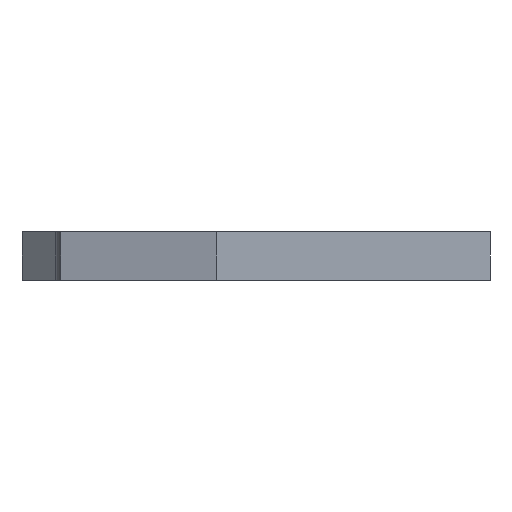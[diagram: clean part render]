
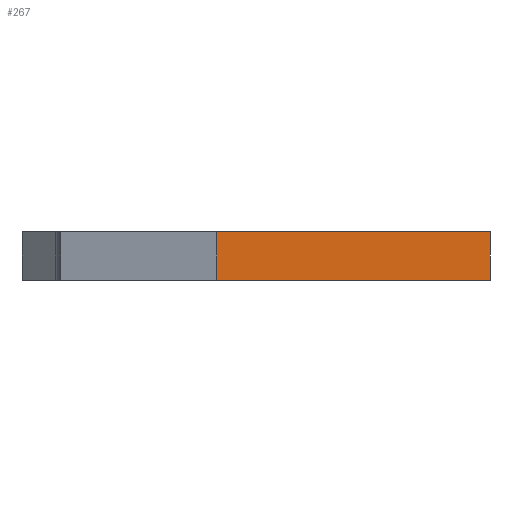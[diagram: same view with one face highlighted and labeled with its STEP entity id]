
A CAD part, left-side view. The second image highlights one B-rep face of the part: STEP entity #267.
In plain terms, the highlighted planar face has unit normal (-1, 0, 0).
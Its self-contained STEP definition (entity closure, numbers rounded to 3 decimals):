
#20 = CARTESIAN_POINT ( 'NONE',  ( -55., 4., 5. ) ) ;
#23 = PLANE ( 'NONE',  #186 ) ;
#50 = DIRECTION ( 'NONE',  ( 0., 0., -1. ) ) ;
#113 = LINE ( 'NONE', #20, #261 ) ;
#114 = VECTOR ( 'NONE', #569, 1000. ) ;
#130 = VECTOR ( 'NONE', #50, 1000. ) ;
#133 = CARTESIAN_POINT ( 'NONE',  ( -55., -24., 5. ) ) ;
#176 = DIRECTION ( 'NONE',  ( 0., 0., -1. ) ) ;
#180 = EDGE_CURVE ( 'NONE', #801, #1109, #438, .T. ) ;
#186 = AXIS2_PLACEMENT_3D ( 'NONE', #391, #919, #212 ) ;
#192 = LINE ( 'NONE', #1084, #114 ) ;
#212 = DIRECTION ( 'NONE',  ( 0., 0., -1. ) ) ;
#261 = VECTOR ( 'NONE', #176, 1000. ) ;
#264 = ORIENTED_EDGE ( 'NONE', *, *, #403, .F. ) ;
#267 = ADVANCED_FACE ( 'NONE', ( #483 ), #23, .F. ) ;
#327 = LINE ( 'NONE', #696, #130 ) ;
#345 = ORIENTED_EDGE ( 'NONE', *, *, #180, .T. ) ;
#391 = CARTESIAN_POINT ( 'NONE',  ( -55., 4., 5. ) ) ;
#403 = EDGE_CURVE ( 'NONE', #472, #1109, #327, .T. ) ;
#438 = LINE ( 'NONE', #980, #1037 ) ;
#472 = VERTEX_POINT ( 'NONE', #133 ) ;
#483 = FACE_OUTER_BOUND ( 'NONE', #998, .T. ) ;
#569 = DIRECTION ( 'NONE',  ( 0., -1., 0. ) ) ;
#649 = CARTESIAN_POINT ( 'NONE',  ( -55., 4., 5. ) ) ;
#653 = VERTEX_POINT ( 'NONE', #649 ) ;
#665 = ORIENTED_EDGE ( 'NONE', *, *, #1143, .T. ) ;
#696 = CARTESIAN_POINT ( 'NONE',  ( -55., -24., 5. ) ) ;
#736 = ORIENTED_EDGE ( 'NONE', *, *, #737, .F. ) ;
#737 = EDGE_CURVE ( 'NONE', #653, #472, #192, .T. ) ;
#801 = VERTEX_POINT ( 'NONE', #936 ) ;
#919 = DIRECTION ( 'NONE',  ( 1., 0., 0. ) ) ;
#936 = CARTESIAN_POINT ( 'NONE',  ( -55., 4., 0. ) ) ;
#980 = CARTESIAN_POINT ( 'NONE',  ( -55., 4., 0. ) ) ;
#994 = CARTESIAN_POINT ( 'NONE',  ( -55., -24., 0. ) ) ;
#998 = EDGE_LOOP ( 'NONE', ( #345, #264, #736, #665 ) ) ;
#1037 = VECTOR ( 'NONE', #1072, 1000. ) ;
#1072 = DIRECTION ( 'NONE',  ( 0., -1., 0. ) ) ;
#1084 = CARTESIAN_POINT ( 'NONE',  ( -55., 4., 5. ) ) ;
#1109 = VERTEX_POINT ( 'NONE', #994 ) ;
#1143 = EDGE_CURVE ( 'NONE', #653, #801, #113, .T. ) ;
